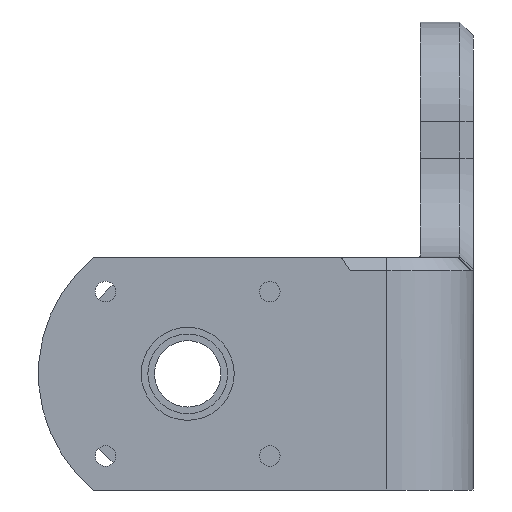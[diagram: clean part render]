
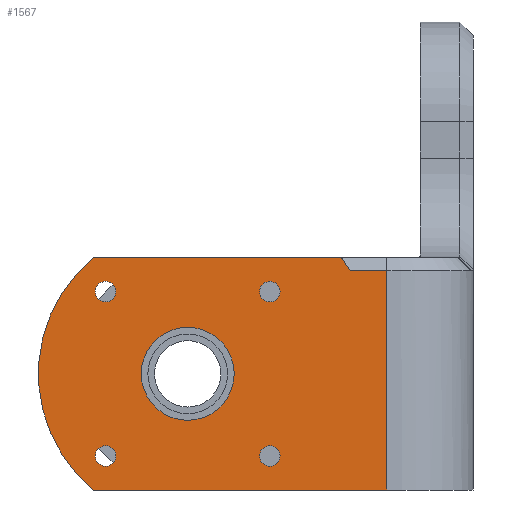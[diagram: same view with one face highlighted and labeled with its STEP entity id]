
A CAD part, left-side view. The second image highlights one B-rep face of the part: STEP entity #1567.
In plain terms, the highlighted planar face has unit normal (-1, 0, 0).
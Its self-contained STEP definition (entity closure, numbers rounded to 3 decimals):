
#34=FACE_BOUND('',#202,.T.);
#35=FACE_BOUND('',#203,.T.);
#36=FACE_BOUND('',#204,.T.);
#37=FACE_BOUND('',#205,.T.);
#38=FACE_BOUND('',#206,.T.);
#65=PLANE('',#1683);
#116=FACE_OUTER_BOUND('',#201,.T.);
#201=EDGE_LOOP('',(#1106,#1107,#1108,#1109,#1110,#1111));
#202=EDGE_LOOP('',(#1112));
#203=EDGE_LOOP('',(#1113));
#204=EDGE_LOOP('',(#1114));
#205=EDGE_LOOP('',(#1115));
#206=EDGE_LOOP('',(#1116,#1117));
#315=LINE('',#2308,#469);
#320=LINE('',#2326,#474);
#325=LINE('',#2340,#479);
#326=LINE('',#2342,#480);
#469=VECTOR('',#1845,10.);
#474=VECTOR('',#1862,10.);
#479=VECTOR('',#1873,10.);
#480=VECTOR('',#1874,10.);
#624=CIRCLE('',#1678,22.5);
#628=CIRCLE('',#1684,29.);
#629=CIRCLE('',#1685,1.55);
#630=CIRCLE('',#1686,1.55);
#631=CIRCLE('',#1687,1.55);
#632=CIRCLE('',#1688,1.55);
#633=CIRCLE('',#1689,7.);
#634=CIRCLE('',#1690,7.);
#696=VERTEX_POINT('',#2305);
#697=VERTEX_POINT('',#2307);
#702=VERTEX_POINT('',#2319);
#704=VERTEX_POINT('',#2325);
#710=VERTEX_POINT('',#2339);
#711=VERTEX_POINT('',#2341);
#712=VERTEX_POINT('',#2344);
#713=VERTEX_POINT('',#2346);
#714=VERTEX_POINT('',#2348);
#715=VERTEX_POINT('',#2350);
#716=VERTEX_POINT('',#2352);
#717=VERTEX_POINT('',#2353);
#853=EDGE_CURVE('',#697,#696,#315,.T.);
#859=EDGE_CURVE('',#702,#697,#624,.T.);
#862=EDGE_CURVE('',#704,#702,#320,.T.);
#869=EDGE_CURVE('',#710,#696,#325,.T.);
#870=EDGE_CURVE('',#711,#710,#326,.T.);
#871=EDGE_CURVE('',#711,#704,#628,.T.);
#872=EDGE_CURVE('',#712,#712,#629,.T.);
#873=EDGE_CURVE('',#713,#713,#630,.T.);
#874=EDGE_CURVE('',#714,#714,#631,.T.);
#875=EDGE_CURVE('',#715,#715,#632,.T.);
#876=EDGE_CURVE('',#716,#717,#633,.T.);
#877=EDGE_CURVE('',#717,#716,#634,.T.);
#1106=ORIENTED_EDGE('',*,*,#859,.T.);
#1107=ORIENTED_EDGE('',*,*,#853,.T.);
#1108=ORIENTED_EDGE('',*,*,#869,.F.);
#1109=ORIENTED_EDGE('',*,*,#870,.F.);
#1110=ORIENTED_EDGE('',*,*,#871,.T.);
#1111=ORIENTED_EDGE('',*,*,#862,.T.);
#1112=ORIENTED_EDGE('',*,*,#872,.F.);
#1113=ORIENTED_EDGE('',*,*,#873,.F.);
#1114=ORIENTED_EDGE('',*,*,#874,.F.);
#1115=ORIENTED_EDGE('',*,*,#875,.F.);
#1116=ORIENTED_EDGE('',*,*,#876,.T.);
#1117=ORIENTED_EDGE('',*,*,#877,.T.);
#1567=ADVANCED_FACE('',(#116,#34,#35,#36,#37,#38),#65,.F.);
#1678=AXIS2_PLACEMENT_3D('',#2320,#1855,#1856);
#1683=AXIS2_PLACEMENT_3D('',#2338,#1871,#1872);
#1684=AXIS2_PLACEMENT_3D('',#2343,#1875,#1876);
#1685=AXIS2_PLACEMENT_3D('',#2345,#1877,#1878);
#1686=AXIS2_PLACEMENT_3D('',#2347,#1879,#1880);
#1687=AXIS2_PLACEMENT_3D('',#2349,#1881,#1882);
#1688=AXIS2_PLACEMENT_3D('',#2351,#1883,#1884);
#1689=AXIS2_PLACEMENT_3D('',#2354,#1885,#1886);
#1690=AXIS2_PLACEMENT_3D('',#2355,#1887,#1888);
#1845=DIRECTION('',(0.,-1.,0.));
#1855=DIRECTION('center_axis',(-1.,0.,0.));
#1856=DIRECTION('ref_axis',(0.,0.,1.));
#1862=DIRECTION('',(0.,1.,0.));
#1871=DIRECTION('center_axis',(1.,0.,0.));
#1872=DIRECTION('ref_axis',(0.,0.,-1.));
#1873=DIRECTION('',(0.,0.,-1.));
#1874=DIRECTION('',(0.,-1.,0.));
#1875=DIRECTION('center_axis',(-1.,0.,0.));
#1876=DIRECTION('ref_axis',(0.,0.,1.));
#1877=DIRECTION('center_axis',(-1.,0.,0.));
#1878=DIRECTION('ref_axis',(0.,-1.,0.));
#1879=DIRECTION('center_axis',(-1.,0.,0.));
#1880=DIRECTION('ref_axis',(0.,-1.,0.));
#1881=DIRECTION('center_axis',(-1.,0.,0.));
#1882=DIRECTION('ref_axis',(0.,-1.,0.));
#1883=DIRECTION('center_axis',(-1.,0.,0.));
#1884=DIRECTION('ref_axis',(0.,-1.,0.));
#1885=DIRECTION('center_axis',(1.,0.,0.));
#1886=DIRECTION('ref_axis',(0.,0.,1.));
#1887=DIRECTION('center_axis',(1.,0.,0.));
#1888=DIRECTION('ref_axis',(0.,0.,1.));
#2305=CARTESIAN_POINT('',(0.,-30.,-17.5));
#2307=CARTESIAN_POINT('',(0.,14.142,-17.5));
#2308=CARTESIAN_POINT('',(0.,-35.,-17.5));
#2319=CARTESIAN_POINT('',(0.,14.142,17.5));
#2320=CARTESIAN_POINT('Origin',(0.,0.,0.));
#2325=CARTESIAN_POINT('',(0.,-23.125,17.5));
#2326=CARTESIAN_POINT('',(0.,-30.,17.5));
#2338=CARTESIAN_POINT('Origin',(0.,-8.75,0.));
#2339=CARTESIAN_POINT('',(0.,-30.,15.5));
#2340=CARTESIAN_POINT('',(0.,-30.,0.));
#2341=CARTESIAN_POINT('',(0.,-24.51,15.5));
#2342=CARTESIAN_POINT('',(0.,7.187,15.5));
#2343=CARTESIAN_POINT('Origin',(0.,0.,0.));
#2344=CARTESIAN_POINT('',(0.,13.924,12.374));
#2345=CARTESIAN_POINT('Origin',(0.,12.374,12.374));
#2346=CARTESIAN_POINT('',(0.,-10.824,12.374));
#2347=CARTESIAN_POINT('Origin',(0.,-12.374,12.374));
#2348=CARTESIAN_POINT('',(0.,13.924,-12.374));
#2349=CARTESIAN_POINT('Origin',(0.,12.374,-12.374));
#2350=CARTESIAN_POINT('',(0.,-10.824,-12.374));
#2351=CARTESIAN_POINT('Origin',(0.,-12.374,-12.374));
#2352=CARTESIAN_POINT('',(0.,0.,7.));
#2353=CARTESIAN_POINT('',(0.,0.,-7.));
#2354=CARTESIAN_POINT('Origin',(0.,0.,0.));
#2355=CARTESIAN_POINT('Origin',(0.,0.,0.));
